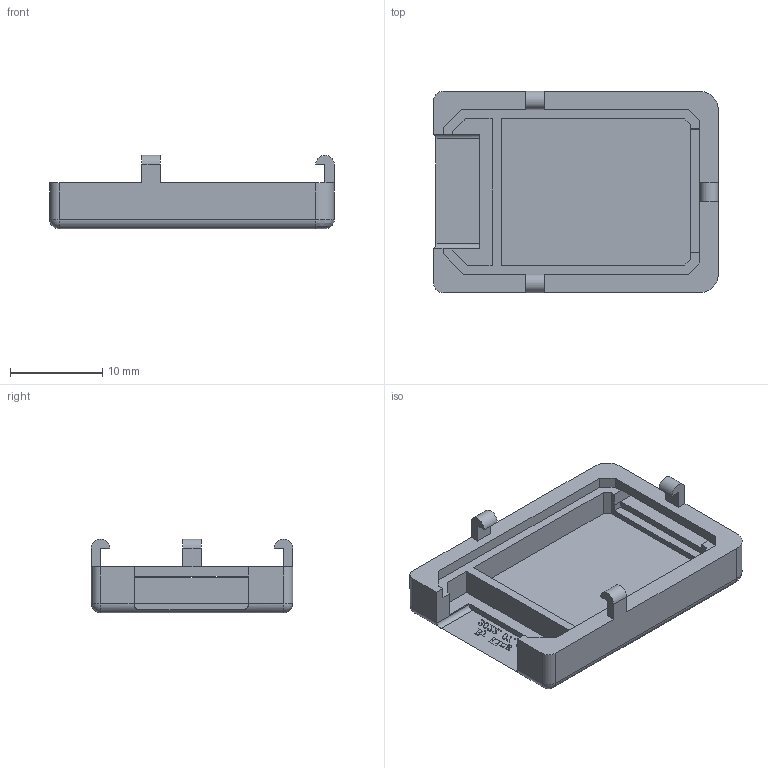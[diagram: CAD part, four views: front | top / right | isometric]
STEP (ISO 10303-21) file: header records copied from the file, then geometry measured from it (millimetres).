
FILE_DESCRIPTION(/* description */ (''),/* implementation_level */ '2;1');
FILE_NAME(/* name */ '接收器_底.step',/* time_stamp */ '2022-07-05T09:28:46+08:00',/* author */ (''),/* organization */ (''),/* preprocessor_version */ 'ST-DEVELOPER v19',/* originating_system */ 'Autodesk Translation Framework v11.7.0.108',/* authorisation */ '');
FILE_SCHEMA (('AUTOMOTIVE_DESIGN { 1 0 10303 214 3 1 1 }'));
Length unit declared in the file: millimetre
Products named in the file (1): Fusion 零部件
Bounding box: 30.89 x 21.88 x 8 mm (x, y, z)
Volume: 1481.7 mm3; surface area: 2254.3 mm2
Topology: 1 solids, 1 shells, 528 faces, 1496 edges, 994 vertices
Faces by surface type: bspline 307, plane 206, cylinder 13, sphere 2
Entity records: 19877 total; most frequent: CARTESIAN_POINT 8238, ORIENTED_EDGE 2992, EDGE_CURVE 1496, DIRECTION 1356, VERTEX_POINT 994, LINE 856, VECTOR 856, B_SPLINE_CURVE_WITH_KNOTS 612
